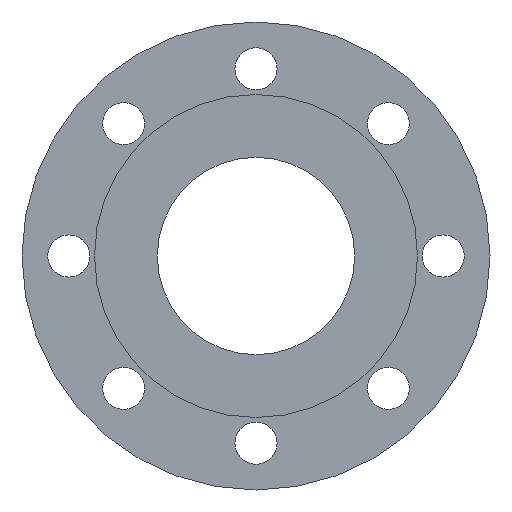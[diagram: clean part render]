
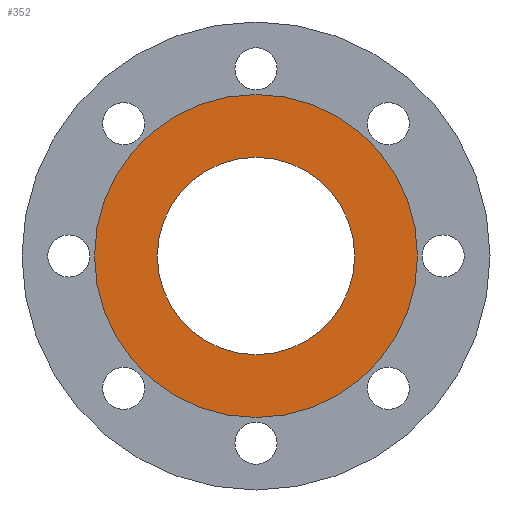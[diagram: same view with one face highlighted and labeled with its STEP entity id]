
A CAD part, front view. The second image highlights one B-rep face of the part: STEP entity #352.
In plain terms, the highlighted planar face has unit normal (0, -1, 0).
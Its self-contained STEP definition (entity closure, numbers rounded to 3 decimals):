
#28 = EDGE_CURVE ( 'NONE', #538, #503, #336, .T. ) ;
#31 = FACE_OUTER_BOUND ( 'NONE', #739, .T. ) ;
#62 = ORIENTED_EDGE ( 'NONE', *, *, #28, .T. ) ;
#114 = EDGE_CURVE ( 'NONE', #820, #279, #834, .T. ) ;
#118 = CARTESIAN_POINT ( 'NONE',  ( 0., 0., -69. ) ) ;
#127 = FACE_BOUND ( 'NONE', #1146, .T. ) ;
#133 = CIRCLE ( 'NONE', #974, 42.15 ) ;
#217 = DIRECTION ( 'NONE',  ( 0., -1., 0. ) ) ;
#247 = ORIENTED_EDGE ( 'NONE', *, *, #663, .F. ) ;
#279 = VERTEX_POINT ( 'NONE', #118 ) ;
#281 = CIRCLE ( 'NONE', #1037, 69. ) ;
#336 = CIRCLE ( 'NONE', #944, 42.15 ) ;
#352 = ADVANCED_FACE ( 'NONE', ( #127, #31 ), #490, .T. ) ;
#354 = CARTESIAN_POINT ( 'NONE',  ( 0., 0., -42.15 ) ) ;
#386 = CARTESIAN_POINT ( 'NONE',  ( 0., 0., 0. ) ) ;
#389 = CARTESIAN_POINT ( 'NONE',  ( 0., 0., 42.15 ) ) ;
#392 = EDGE_CURVE ( 'NONE', #503, #538, #133, .T. ) ;
#467 = ORIENTED_EDGE ( 'NONE', *, *, #392, .T. ) ;
#475 = DIRECTION ( 'NONE',  ( 0., 1., 0. ) ) ;
#478 = DIRECTION ( 'NONE',  ( 0., 0., 1. ) ) ;
#490 = PLANE ( 'NONE',  #1121 ) ;
#503 = VERTEX_POINT ( 'NONE', #1057 ) ;
#538 = VERTEX_POINT ( 'NONE', #354 ) ;
#654 = DIRECTION ( 'NONE',  ( 0., 1., 0. ) ) ;
#657 = DIRECTION ( 'NONE',  ( 0., 0., -1. ) ) ;
#662 = CARTESIAN_POINT ( 'NONE',  ( 0., 0., 0. ) ) ;
#663 = EDGE_CURVE ( 'NONE', #279, #820, #281, .T. ) ;
#719 = CARTESIAN_POINT ( 'NONE',  ( 0., 0., 0. ) ) ;
#739 = EDGE_LOOP ( 'NONE', ( #914, #247 ) ) ;
#743 = DIRECTION ( 'NONE',  ( 0., 0., 1. ) ) ;
#817 = CARTESIAN_POINT ( 'NONE',  ( 0., 0., 69. ) ) ;
#820 = VERTEX_POINT ( 'NONE', #817 ) ;
#833 = DIRECTION ( 'NONE',  ( 0., 0., 1. ) ) ;
#834 = CIRCLE ( 'NONE', #892, 69. ) ;
#892 = AXIS2_PLACEMENT_3D ( 'NONE', #386, #654, #1002 ) ;
#914 = ORIENTED_EDGE ( 'NONE', *, *, #114, .F. ) ;
#925 = CARTESIAN_POINT ( 'NONE',  ( 0., 0., 0. ) ) ;
#944 = AXIS2_PLACEMENT_3D ( 'NONE', #719, #1072, #743 ) ;
#974 = AXIS2_PLACEMENT_3D ( 'NONE', #662, #1016, #478 ) ;
#1002 = DIRECTION ( 'NONE',  ( 0., 0., 1. ) ) ;
#1016 = DIRECTION ( 'NONE',  ( 0., 1., 0. ) ) ;
#1037 = AXIS2_PLACEMENT_3D ( 'NONE', #925, #475, #833 ) ;
#1057 = CARTESIAN_POINT ( 'NONE',  ( 0., 0., 42.15 ) ) ;
#1072 = DIRECTION ( 'NONE',  ( 0., 1., 0. ) ) ;
#1121 = AXIS2_PLACEMENT_3D ( 'NONE', #389, #217, #657 ) ;
#1146 = EDGE_LOOP ( 'NONE', ( #467, #62 ) ) ;
